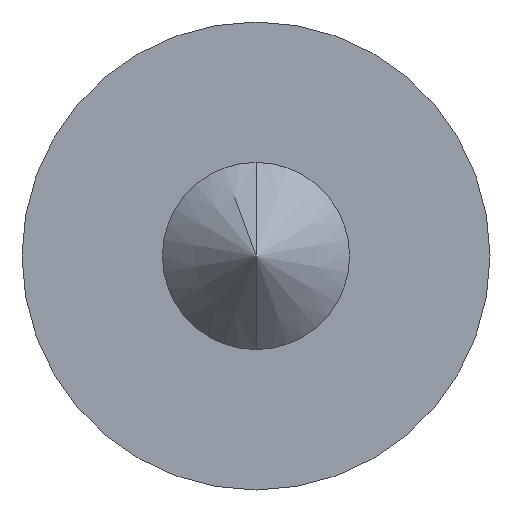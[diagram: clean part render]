
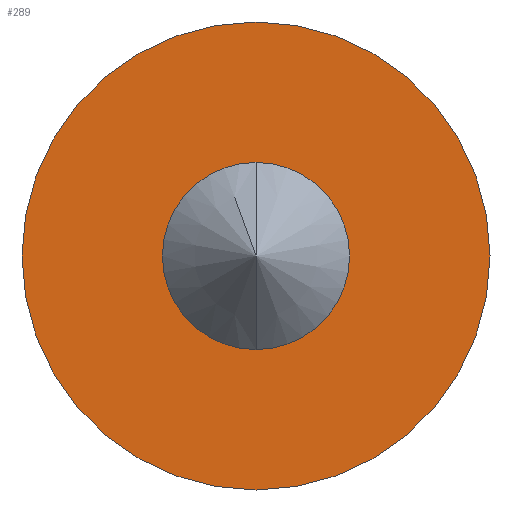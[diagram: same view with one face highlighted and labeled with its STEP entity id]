
A CAD part, front view. The second image highlights one B-rep face of the part: STEP entity #289.
In plain terms, the highlighted planar face has unit normal (0, -1, 0).
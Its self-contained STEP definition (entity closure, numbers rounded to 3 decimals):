
#35 = EDGE_LOOP ( 'NONE', ( #456, #457 ) ) ;
#36 = EDGE_LOOP ( 'NONE', ( #459, #458 ) ) ;
#98 = PLANE ( 'NONE',  #933 ) ;
#99 = CARTESIAN_POINT ( 'NONE',  ( 0., 0., 2. ) ) ;
#100 = DIRECTION ( 'NONE',  ( 0., -1., 0. ) ) ;
#101 = DIRECTION ( 'NONE',  ( 0., 0., -1. ) ) ;
#147 = AXIS2_PLACEMENT_3D ( 'NONE', #213, #214, #215 ) ;
#169 = AXIS2_PLACEMENT_3D ( 'NONE', #216, #217, #218 ) ;
#213 = CARTESIAN_POINT ( 'NONE',  ( 0., 0., 0. ) ) ;
#214 = DIRECTION ( 'NONE',  ( 0., 1., 0. ) ) ;
#215 = DIRECTION ( 'NONE',  ( 0., 0., -1. ) ) ;
#216 = CARTESIAN_POINT ( 'NONE',  ( 0., 0., 0. ) ) ;
#217 = DIRECTION ( 'NONE',  ( 0., 1., 0. ) ) ;
#218 = DIRECTION ( 'NONE',  ( 0., 0., 1. ) ) ;
#289 = ADVANCED_FACE ( 'NONE', ( #927, #930 ), #98, .T. ) ;
#302 = CIRCLE ( 'NONE', #513, 2.5 ) ;
#317 = EDGE_CURVE ( 'NONE', #768, #760, #401, .T. ) ;
#318 = EDGE_CURVE ( 'NONE', #569, #767, #372, .T. ) ;
#372 = CIRCLE ( 'NONE', #169, 7.5 ) ;
#391 = EDGE_CURVE ( 'NONE', #767, #569, #406, .T. ) ;
#400 = EDGE_CURVE ( 'NONE', #760, #768, #302, .T. ) ;
#401 = CIRCLE ( 'NONE', #147, 2.5 ) ;
#406 = CIRCLE ( 'NONE', #506, 7.5 ) ;
#456 = ORIENTED_EDGE ( 'NONE', *, *, #400, .T. ) ;
#457 = ORIENTED_EDGE ( 'NONE', *, *, #317, .T. ) ;
#458 = ORIENTED_EDGE ( 'NONE', *, *, #318, .F. ) ;
#459 = ORIENTED_EDGE ( 'NONE', *, *, #391, .F. ) ;
#506 = AXIS2_PLACEMENT_3D ( 'NONE', #631, #632, #633 ) ;
#513 = AXIS2_PLACEMENT_3D ( 'NONE', #646, #647, #648 ) ;
#569 = VERTEX_POINT ( 'NONE', #667 ) ;
#631 = CARTESIAN_POINT ( 'NONE',  ( 0., 0., 0. ) ) ;
#632 = DIRECTION ( 'NONE',  ( 0., 1., 0. ) ) ;
#633 = DIRECTION ( 'NONE',  ( 0., 0., 1. ) ) ;
#646 = CARTESIAN_POINT ( 'NONE',  ( 0., 0., 0. ) ) ;
#647 = DIRECTION ( 'NONE',  ( 0., 1., 0. ) ) ;
#648 = DIRECTION ( 'NONE',  ( 0., 0., -1. ) ) ;
#667 = CARTESIAN_POINT ( 'NONE',  ( 0., 0., -7.5 ) ) ;
#678 = CARTESIAN_POINT ( 'NONE',  ( 0., 0., -2.5 ) ) ;
#683 = CARTESIAN_POINT ( 'NONE',  ( 0., 0., 7.5 ) ) ;
#684 = CARTESIAN_POINT ( 'NONE',  ( 0., 0., 2.5 ) ) ;
#760 = VERTEX_POINT ( 'NONE', #678 ) ;
#767 = VERTEX_POINT ( 'NONE', #683 ) ;
#768 = VERTEX_POINT ( 'NONE', #684 ) ;
#927 = FACE_BOUND ( 'NONE', #35, .T. ) ;
#930 = FACE_OUTER_BOUND ( 'NONE', #36, .T. ) ;
#933 = AXIS2_PLACEMENT_3D ( 'NONE', #99, #100, #101 ) ;
